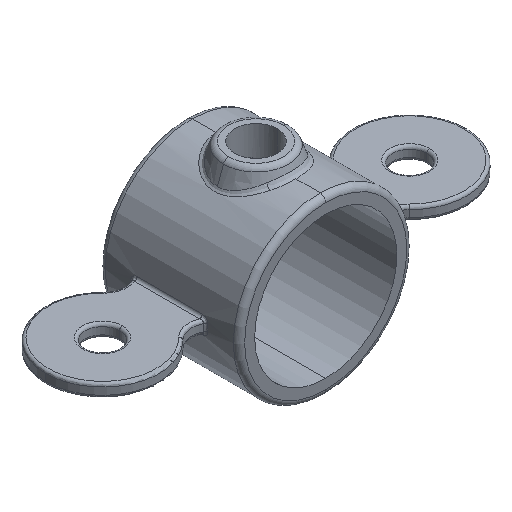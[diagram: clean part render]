
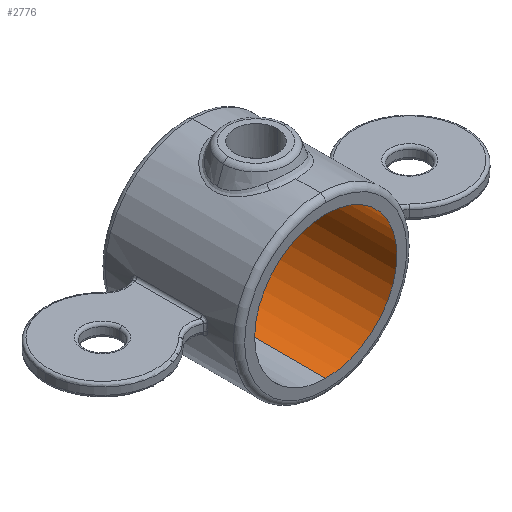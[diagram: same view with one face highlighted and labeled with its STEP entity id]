
A CAD part, isometric view. The second image highlights one B-rep face of the part: STEP entity #2776.
In plain terms, the highlighted cylindrical face has radius 25 mm (diameter 50 mm), a partial arc.
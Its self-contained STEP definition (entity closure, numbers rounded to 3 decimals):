
#11 = CARTESIAN_POINT ( 'NONE',  ( 5.638, -4.952, 24.356 ) ) ;
#23 = DIRECTION ( 'NONE',  ( 1., 0., 0. ) ) ;
#54 = VERTEX_POINT ( 'NONE', #2829 ) ;
#73 = VERTEX_POINT ( 'NONE', #1310 ) ;
#135 = CARTESIAN_POINT ( 'NONE',  ( 6.097, -4.375, 24.246 ) ) ;
#170 = CARTESIAN_POINT ( 'NONE',  ( 5.948, 4.574, 24.283 ) ) ;
#180 = VECTOR ( 'NONE', #1721, 1000. ) ;
#209 = CARTESIAN_POINT ( 'NONE',  ( 0., 24.5, 25. ) ) ;
#241 = CARTESIAN_POINT ( 'NONE',  ( 0., -24.5, 0. ) ) ;
#249 = CARTESIAN_POINT ( 'NONE',  ( 2.423, -7.102, 24.883 ) ) ;
#288 = CARTESIAN_POINT ( 'NONE',  ( 7.5, 0., 23.848 ) ) ;
#290 = VECTOR ( 'NONE', #509, 1000. ) ;
#385 = DIRECTION ( 'NONE',  ( 0., -1., 0. ) ) ;
#395 = VERTEX_POINT ( 'NONE', #209 ) ;
#421 = CARTESIAN_POINT ( 'NONE',  ( 7.451, 0.989, 23.864 ) ) ;
#474 = B_SPLINE_CURVE_WITH_KNOTS ( 'NONE', 3,
 ( #1053, #3089, #421, #630, #1906, #2120, #2915, #2903, #2159, #1421, #170, #876, #2650, #887, #2638, #2134, #1651, #621, #1899, #1118, #3135, #2144, #1889, #901 ),
 .UNSPECIFIED., .F., .F.,
 ( 4, 2, 2, 2, 2, 2, 2, 2, 2, 2, 2, 4 ),
 ( 0., 0.001, 0.002, 0.003, 0.004, 0.005, 0.006, 0.007, 0.009, 0.01, 0.01, 0.012 ),
 .UNSPECIFIED. ) ;
#484 = CARTESIAN_POINT ( 'NONE',  ( 0.983, -7.452, 24.985 ) ) ;
#493 = CARTESIAN_POINT ( 'NONE',  ( 5.474, -5.132, 24.394 ) ) ;
#509 = DIRECTION ( 'NONE',  ( 0., -1., 0. ) ) ;
#533 = VERTEX_POINT ( 'NONE', #1236 ) ;
#575 = AXIS2_PLACEMENT_3D ( 'NONE', #1790, #3073, #760 ) ;
#620 = AXIS2_PLACEMENT_3D ( 'NONE', #241, #2237, #2228 ) ;
#621 = CARTESIAN_POINT ( 'NONE',  ( 2.653, 7.019, 24.86 ) ) ;
#630 = CARTESIAN_POINT ( 'NONE',  ( 7.306, 1.711, 23.909 ) ) ;
#650 = CARTESIAN_POINT ( 'NONE',  ( 0., -24.5, 25. ) ) ;
#708 = B_SPLINE_CURVE_WITH_KNOTS ( 'NONE', 3,
 ( #2719, #951, #484, #1488, #737, #249, #2239, #1722, #972, #2750, #1234, #493, #11, #1844, #135, #2398, #1633, #2383, #1399, #1865, #2121, #3163 ),
 .UNSPECIFIED., .F., .F.,
 ( 4, 2, 2, 2, 2, 2, 2, 2, 2, 2, 4 ),
 ( 0.035, 0.037, 0.038, 0.038, 0.04, 0.041, 0.042, 0.043, 0.044, 0.046, 0.047 ),
 .UNSPECIFIED. ) ;
#737 = CARTESIAN_POINT ( 'NONE',  ( 1.949, -7.246, 24.925 ) ) ;
#760 = DIRECTION ( 'NONE',  ( 0., 0., -1. ) ) ;
#762 = EDGE_CURVE ( 'NONE', #3030, #533, #474, .T. ) ;
#770 = VERTEX_POINT ( 'NONE', #3162 ) ;
#800 = ORIENTED_EDGE ( 'NONE', *, *, #1034, .F. ) ;
#876 = CARTESIAN_POINT ( 'NONE',  ( 5.637, 4.953, 24.357 ) ) ;
#887 = CARTESIAN_POINT ( 'NONE',  ( 4.957, 5.649, 24.506 ) ) ;
#901 = CARTESIAN_POINT ( 'NONE',  ( 0., 7.5, 25. ) ) ;
#951 = CARTESIAN_POINT ( 'NONE',  ( 0.494, -7.5, 25. ) ) ;
#971 = CARTESIAN_POINT ( 'NONE',  ( 0., 24.5, -25. ) ) ;
#972 = CARTESIAN_POINT ( 'NONE',  ( 3.762, -6.507, 24.719 ) ) ;
#1034 = EDGE_CURVE ( 'NONE', #395, #533, #2076, .T. ) ;
#1053 = CARTESIAN_POINT ( 'NONE',  ( 7.5, 0., 23.848 ) ) ;
#1118 = CARTESIAN_POINT ( 'NONE',  ( 1.951, 7.246, 24.925 ) ) ;
#1188 = EDGE_CURVE ( 'NONE', #54, #1984, #2171, .T. ) ;
#1234 = CARTESIAN_POINT ( 'NONE',  ( 4.958, -5.648, 24.506 ) ) ;
#1236 = CARTESIAN_POINT ( 'NONE',  ( 0., 7.5, 25. ) ) ;
#1266 = DIRECTION ( 'NONE',  ( 0., 1., 0. ) ) ;
#1310 = CARTESIAN_POINT ( 'NONE',  ( 0., -24.5, -25. ) ) ;
#1399 = CARTESIAN_POINT ( 'NONE',  ( 7.258, -1.953, 23.924 ) ) ;
#1421 = CARTESIAN_POINT ( 'NONE',  ( 6.096, 4.376, 24.246 ) ) ;
#1488 = CARTESIAN_POINT ( 'NONE',  ( 1.708, -7.307, 24.943 ) ) ;
#1489 = CARTESIAN_POINT ( 'NONE',  ( 0., 24.5, 0. ) ) ;
#1536 = LINE ( 'NONE', #971, #180 ) ;
#1633 = CARTESIAN_POINT ( 'NONE',  ( 6.735, -3.336, 24.077 ) ) ;
#1651 = CARTESIAN_POINT ( 'NONE',  ( 3.329, 6.738, 24.781 ) ) ;
#1721 = DIRECTION ( 'NONE',  ( 0., -1., 0. ) ) ;
#1722 = CARTESIAN_POINT ( 'NONE',  ( 3.331, -6.737, 24.781 ) ) ;
#1766 = VECTOR ( 'NONE', #385, 1000. ) ;
#1790 = CARTESIAN_POINT ( 'NONE',  ( 0., 24.5, 0. ) ) ;
#1844 = CARTESIAN_POINT ( 'NONE',  ( 5.949, -4.574, 24.282 ) ) ;
#1851 = EDGE_CURVE ( 'NONE', #395, #770, #2689, .T. ) ;
#1865 = CARTESIAN_POINT ( 'NONE',  ( 7.451, -0.989, 23.864 ) ) ;
#1889 = CARTESIAN_POINT ( 'NONE',  ( 0.493, 7.5, 25. ) ) ;
#1899 = CARTESIAN_POINT ( 'NONE',  ( 2.423, 7.102, 24.883 ) ) ;
#1906 = CARTESIAN_POINT ( 'NONE',  ( 7.246, 1.949, 23.927 ) ) ;
#1914 = ORIENTED_EDGE ( 'NONE', *, *, #762, .T. ) ;
#1984 = VERTEX_POINT ( 'NONE', #650 ) ;
#1999 = CARTESIAN_POINT ( 'NONE',  ( 0., 24.5, 25. ) ) ;
#2006 = ORIENTED_EDGE ( 'NONE', *, *, #1188, .F. ) ;
#2016 = CYLINDRICAL_SURFACE ( 'NONE', #575, 25. ) ;
#2059 = FACE_OUTER_BOUND ( 'NONE', #2309, .T. ) ;
#2076 = LINE ( 'NONE', #3108, #1766 ) ;
#2116 = ORIENTED_EDGE ( 'NONE', *, *, #1851, .T. ) ;
#2120 = CARTESIAN_POINT ( 'NONE',  ( 7.102, 2.422, 23.97 ) ) ;
#2121 = CARTESIAN_POINT ( 'NONE',  ( 7.5, -0.499, 23.848 ) ) ;
#2122 = EDGE_CURVE ( 'NONE', #54, #3030, #708, .T. ) ;
#2134 = CARTESIAN_POINT ( 'NONE',  ( 3.761, 6.507, 24.719 ) ) ;
#2144 = CARTESIAN_POINT ( 'NONE',  ( 0.981, 7.452, 24.985 ) ) ;
#2159 = CARTESIAN_POINT ( 'NONE',  ( 6.504, 3.766, 24.141 ) ) ;
#2171 = LINE ( 'NONE', #1999, #290 ) ;
#2228 = DIRECTION ( 'NONE',  ( 1., 0., 0. ) ) ;
#2237 = DIRECTION ( 'NONE',  ( 0., 1., 0. ) ) ;
#2239 = CARTESIAN_POINT ( 'NONE',  ( 2.654, -7.019, 24.86 ) ) ;
#2301 = ORIENTED_EDGE ( 'NONE', *, *, #2635, .T. ) ;
#2309 = EDGE_LOOP ( 'NONE', ( #800, #2116, #2301, #2501, #2006, #2726, #1914 ) ) ;
#2383 = CARTESIAN_POINT ( 'NONE',  ( 7.112, -2.432, 23.968 ) ) ;
#2398 = CARTESIAN_POINT ( 'NONE',  ( 6.505, -3.765, 24.141 ) ) ;
#2501 = ORIENTED_EDGE ( 'NONE', *, *, #2584, .F. ) ;
#2526 = CIRCLE ( 'NONE', #620, 25. ) ;
#2584 = EDGE_CURVE ( 'NONE', #1984, #73, #2526, .T. ) ;
#2635 = EDGE_CURVE ( 'NONE', #770, #73, #1536, .T. ) ;
#2638 = CARTESIAN_POINT ( 'NONE',  ( 4.581, 5.959, 24.58 ) ) ;
#2650 = CARTESIAN_POINT ( 'NONE',  ( 5.473, 5.134, 24.394 ) ) ;
#2689 = CIRCLE ( 'NONE', #3065, 25. ) ;
#2719 = CARTESIAN_POINT ( 'NONE',  ( 0., -7.5, 25. ) ) ;
#2726 = ORIENTED_EDGE ( 'NONE', *, *, #2122, .T. ) ;
#2750 = CARTESIAN_POINT ( 'NONE',  ( 4.582, -5.958, 24.58 ) ) ;
#2776 = ADVANCED_FACE ( 'NONE', ( #2059 ), #2016, .F. ) ;
#2829 = CARTESIAN_POINT ( 'NONE',  ( 0., -7.5, 25. ) ) ;
#2903 = CARTESIAN_POINT ( 'NONE',  ( 6.735, 3.336, 24.077 ) ) ;
#2915 = CARTESIAN_POINT ( 'NONE',  ( 7.018, 2.656, 23.995 ) ) ;
#3030 = VERTEX_POINT ( 'NONE', #288 ) ;
#3065 = AXIS2_PLACEMENT_3D ( 'NONE', #1489, #1266, #23 ) ;
#3073 = DIRECTION ( 'NONE',  ( 0., -1., 0. ) ) ;
#3089 = CARTESIAN_POINT ( 'NONE',  ( 7.5, 0.499, 23.848 ) ) ;
#3108 = CARTESIAN_POINT ( 'NONE',  ( 0., 24.5, 25. ) ) ;
#3135 = CARTESIAN_POINT ( 'NONE',  ( 1.709, 7.307, 24.943 ) ) ;
#3162 = CARTESIAN_POINT ( 'NONE',  ( 0., 24.5, -25. ) ) ;
#3163 = CARTESIAN_POINT ( 'NONE',  ( 7.5, 0., 23.848 ) ) ;
